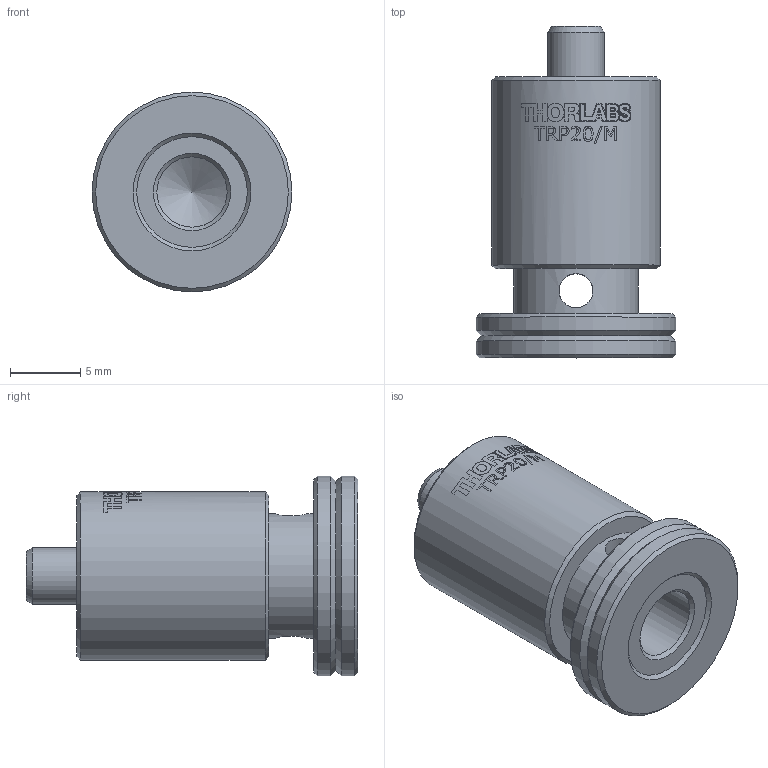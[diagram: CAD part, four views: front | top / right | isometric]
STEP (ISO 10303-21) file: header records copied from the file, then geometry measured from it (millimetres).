
FILE_DESCRIPTION(/* description */ (''),/* implementation_level */ '2;1');
FILE_NAME(/* name */ 'TRP20_M.step',/* time_stamp */ '2024-06-17T21:40:35-04:00',/* author */ (''),/* organization */ (''),/* preprocessor_version */ 'ST-DEVELOPER v20',/* originating_system */ 'Autodesk Translation Framework v12.20.1.177',/* authorisation */ '');
FILE_SCHEMA (('AUTOMOTIVE_DESIGN { 1 0 10303 214 3 1 1 }'));
Length unit declared in the file: inch
Products named in the file (1): TRP20_M-Solidworks
Bounding box: 14.22 x 23.62 x 14.22 mm (x, y, z)
Volume: 2081 mm3; surface area: 1591.2 mm2
Topology: 2 solids, 2 shells, 82 faces, 375 edges, 319 vertices
Faces by surface type: cylinder 34, plane 31, cone 17
Full cylindrical faces by diameter (mm): 2.413 x2, 3.3 x1, 4 x1, 5 x1, 8.89 x1, 11.989 x1, 14.224 x2
Entity records: 5129 total; most frequent: CARTESIAN_POINT 1931, ORIENTED_EDGE 742, DIRECTION 538, EDGE_CURVE 371, VERTEX_POINT 319, AXIS2_PLACEMENT_3D 214, CIRCLE 130, B_SPLINE_CURVE_WITH_KNOTS 116
